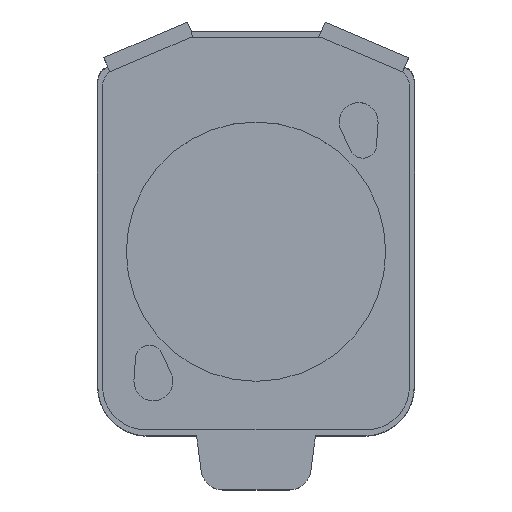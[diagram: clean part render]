
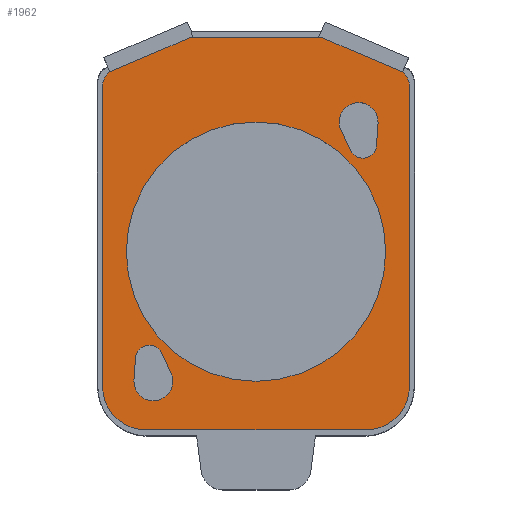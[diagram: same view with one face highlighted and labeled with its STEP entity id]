
A CAD part, top view. The second image highlights one B-rep face of the part: STEP entity #1962.
In plain terms, the highlighted planar face has unit normal (0, 0, 1).
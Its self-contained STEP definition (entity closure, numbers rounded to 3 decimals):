
#457=CARTESIAN_POINT('',(0.,0.,1.));
#458=DIRECTION('',(0.,0.,-1.));
#459=DIRECTION('',(1.,0.,0.));
#460=AXIS2_PLACEMENT_3D('',#457,#458,#459);
#462=CARTESIAN_POINT('',(0.,0.,1.));
#463=DIRECTION('',(0.,0.,-1.));
#464=DIRECTION('',(-1.,0.,0.));
#465=AXIS2_PLACEMENT_3D('',#462,#463,#464);
#467=DIRECTION('',(-0.434,0.901,0.));
#468=VECTOR('',#467,2.066);
#469=CARTESIAN_POINT('',(-7.878,-11.22,1.));
#470=LINE('',#469,#468);
#471=CARTESIAN_POINT('',(-9.9,-9.9,1.));
#472=DIRECTION('',(0.,0.,1.));
#473=DIRECTION('',(0.901,0.434,0.));
#474=AXIS2_PLACEMENT_3D('',#471,#472,#473);
#476=DIRECTION('',(-0.072,-0.997,0.));
#477=VECTOR('',#476,2.066);
#478=CARTESIAN_POINT('',(-11.147,-9.81,1.));
#479=LINE('',#478,#477);
#480=DIRECTION('',(0.434,-0.901,0.));
#481=VECTOR('',#480,2.066);
#482=CARTESIAN_POINT('',(7.878,11.22,1.));
#483=LINE('',#482,#481);
#484=CARTESIAN_POINT('',(9.9,9.9,1.));
#485=DIRECTION('',(0.,0.,1.));
#486=DIRECTION('',(-0.901,-0.434,0.));
#487=AXIS2_PLACEMENT_3D('',#484,#485,#486);
#489=DIRECTION('',(0.072,0.997,0.));
#490=VECTOR('',#489,2.066);
#491=CARTESIAN_POINT('',(11.147,9.81,1.));
#492=LINE('',#491,#490);
#493=CARTESIAN_POINT('',(12.7,15.369,1.));
#494=DIRECTION('',(0.,0.,1.));
#495=DIRECTION('',(1.,0.,0.));
#496=AXIS2_PLACEMENT_3D('',#493,#494,#495);
#498=DIRECTION('',(0.,1.,0.));
#499=VECTOR('',#498,27.869);
#500=CARTESIAN_POINT('',(14.2,-12.5,1.));
#501=LINE('',#500,#499);
#502=CARTESIAN_POINT('',(10.2,-12.5,1.));
#503=DIRECTION('',(0.,0.,1.));
#504=DIRECTION('',(0.,-1.,0.));
#505=AXIS2_PLACEMENT_3D('',#502,#503,#504);
#507=DIRECTION('',(1.,0.,0.));
#508=VECTOR('',#507,20.4);
#509=CARTESIAN_POINT('',(-10.2,-16.5,1.));
#510=LINE('',#509,#508);
#511=CARTESIAN_POINT('',(-10.2,-12.5,1.));
#512=DIRECTION('',(0.,0.,1.));
#513=DIRECTION('',(-1.,0.,0.));
#514=AXIS2_PLACEMENT_3D('',#511,#512,#513);
#516=DIRECTION('',(0.,-1.,0.));
#517=VECTOR('',#516,27.869);
#518=CARTESIAN_POINT('',(-14.2,15.369,1.));
#519=LINE('',#518,#517);
#520=CARTESIAN_POINT('',(-12.7,15.369,1.));
#521=DIRECTION('',(0.,0.,1.));
#522=DIRECTION('',(-0.393,0.92,0.));
#523=AXIS2_PLACEMENT_3D('',#520,#521,#522);
#525=DIRECTION('',(-0.92,-0.393,0.));
#526=VECTOR('',#525,7.925);
#527=CARTESIAN_POINT('',(-6.,19.86,1.));
#528=LINE('',#527,#526);
#529=DIRECTION('',(-1.,0.,0.));
#530=VECTOR('',#529,12.);
#531=CARTESIAN_POINT('',(6.,19.86,1.));
#532=LINE('',#531,#530);
#533=DIRECTION('',(-0.92,0.393,0.));
#534=VECTOR('',#533,7.925);
#535=CARTESIAN_POINT('',(13.289,16.749,1.));
#536=LINE('',#535,#534);
#642=CARTESIAN_POINT('',(9.5,12.,1.));
#643=DIRECTION('',(0.,0.,-1.));
#644=DIRECTION('',(-0.901,-0.434,0.));
#645=AXIS2_PLACEMENT_3D('',#642,#643,#644);
#664=CARTESIAN_POINT('',(-9.5,-12.,1.));
#665=DIRECTION('',(0.,0.,-1.));
#666=DIRECTION('',(0.901,0.434,0.));
#667=AXIS2_PLACEMENT_3D('',#664,#665,#666);
#1072=CARTESIAN_POINT('',(12.,0.,1.));
#1073=CARTESIAN_POINT('',(-12.,0.,1.));
#1074=VERTEX_POINT('',#1072);
#1075=VERTEX_POINT('',#1073);
#1076=CARTESIAN_POINT('',(10.2,-16.5,1.));
#1077=CARTESIAN_POINT('',(14.2,-12.5,1.));
#1078=VERTEX_POINT('',#1076);
#1079=VERTEX_POINT('',#1077);
#1080=CARTESIAN_POINT('',(-14.2,-12.5,1.));
#1081=CARTESIAN_POINT('',(-10.2,-16.5,1.));
#1082=VERTEX_POINT('',#1080);
#1083=VERTEX_POINT('',#1081);
#1084=CARTESIAN_POINT('',(14.2,15.369,1.));
#1085=CARTESIAN_POINT('',(13.289,16.749,1.));
#1086=VERTEX_POINT('',#1084);
#1087=VERTEX_POINT('',#1085);
#1088=CARTESIAN_POINT('',(-13.289,16.749,1.));
#1089=CARTESIAN_POINT('',(-14.2,15.369,1.));
#1090=VERTEX_POINT('',#1088);
#1091=VERTEX_POINT('',#1089);
#1092=CARTESIAN_POINT('',(6.,19.86,1.));
#1093=VERTEX_POINT('',#1092);
#1094=CARTESIAN_POINT('',(-6.,19.86,1.));
#1095=VERTEX_POINT('',#1094);
#1214=CARTESIAN_POINT('',(8.774,9.358,1.));
#1215=CARTESIAN_POINT('',(11.147,9.81,1.));
#1216=VERTEX_POINT('',#1214);
#1217=VERTEX_POINT('',#1215);
#1218=CARTESIAN_POINT('',(11.295,11.871,1.));
#1219=VERTEX_POINT('',#1218);
#1220=CARTESIAN_POINT('',(7.878,11.22,1.));
#1221=VERTEX_POINT('',#1220);
#1222=CARTESIAN_POINT('',(-11.147,-9.81,1.));
#1223=CARTESIAN_POINT('',(-11.295,-11.871,1.));
#1224=VERTEX_POINT('',#1222);
#1225=VERTEX_POINT('',#1223);
#1226=CARTESIAN_POINT('',(-7.878,-11.22,1.));
#1227=CARTESIAN_POINT('',(-8.774,-9.358,1.));
#1228=VERTEX_POINT('',#1226);
#1229=VERTEX_POINT('',#1227);
#1914=CARTESIAN_POINT('',(0.,0.,1.));
#1915=DIRECTION('',(0.,0.,1.));
#1916=DIRECTION('',(1.,0.,0.));
#1917=AXIS2_PLACEMENT_3D('',#1914,#1915,#1916);
#1918=PLANE('',#1917);
#1919=ORIENTED_EDGE('',*,*,#1541,.F.);
#1921=ORIENTED_EDGE('',*,*,#1920,.F.);
#1923=ORIENTED_EDGE('',*,*,#1922,.F.);
#1925=ORIENTED_EDGE('',*,*,#1924,.F.);
#1927=ORIENTED_EDGE('',*,*,#1926,.F.);
#1929=ORIENTED_EDGE('',*,*,#1928,.F.);
#1930=ORIENTED_EDGE('',*,*,#1875,.F.);
#1931=ORIENTED_EDGE('',*,*,#1895,.F.);
#1932=ORIENTED_EDGE('',*,*,#1448,.F.);
#1933=ORIENTED_EDGE('',*,*,#1505,.F.);
#1934=EDGE_LOOP('',(#1919,#1921,#1923,#1925,#1927,#1929,#1930,#1931,#1932,
#1933));
#1935=FACE_OUTER_BOUND('',#1934,.F.);
#1937=ORIENTED_EDGE('',*,*,#1936,.F.);
#1939=ORIENTED_EDGE('',*,*,#1938,.F.);
#1940=EDGE_LOOP('',(#1937,#1939));
#1941=FACE_BOUND('',#1940,.F.);
#1943=ORIENTED_EDGE('',*,*,#1942,.F.);
#1945=ORIENTED_EDGE('',*,*,#1944,.T.);
#1947=ORIENTED_EDGE('',*,*,#1946,.T.);
#1949=ORIENTED_EDGE('',*,*,#1948,.T.);
#1950=EDGE_LOOP('',(#1943,#1945,#1947,#1949));
#1951=FACE_BOUND('',#1950,.F.);
#1953=ORIENTED_EDGE('',*,*,#1952,.F.);
#1955=ORIENTED_EDGE('',*,*,#1954,.T.);
#1957=ORIENTED_EDGE('',*,*,#1956,.T.);
#1959=ORIENTED_EDGE('',*,*,#1958,.T.);
#1960=EDGE_LOOP('',(#1953,#1955,#1957,#1959));
#1961=FACE_BOUND('',#1960,.F.);
#1962=ADVANCED_FACE('',(#1935,#1941,#1951,#1961),#1918,.T.);
#461=CIRCLE('',#460,12.);
#466=CIRCLE('',#465,12.);
#475=CIRCLE('',#474,1.25);
#488=CIRCLE('',#487,1.25);
#497=CIRCLE('',#496,1.5);
#506=CIRCLE('',#505,4.);
#515=CIRCLE('',#514,4.);
#524=CIRCLE('',#523,1.5);
#646=CIRCLE('',#645,1.8);
#668=CIRCLE('',#667,1.8);
#1448=EDGE_CURVE('',#1093,#1095,#532,.T.);
#1505=EDGE_CURVE('',#1087,#1093,#536,.T.);
#1541=EDGE_CURVE('',#1086,#1087,#497,.T.);
#1875=EDGE_CURVE('',#1090,#1091,#524,.T.);
#1895=EDGE_CURVE('',#1095,#1090,#528,.T.);
#1920=EDGE_CURVE('',#1079,#1086,#501,.T.);
#1922=EDGE_CURVE('',#1078,#1079,#506,.T.);
#1924=EDGE_CURVE('',#1083,#1078,#510,.T.);
#1926=EDGE_CURVE('',#1082,#1083,#515,.T.);
#1928=EDGE_CURVE('',#1091,#1082,#519,.T.);
#1936=EDGE_CURVE('',#1074,#1075,#461,.T.);
#1938=EDGE_CURVE('',#1075,#1074,#466,.T.);
#1942=EDGE_CURVE('',#1228,#1225,#668,.T.);
#1944=EDGE_CURVE('',#1228,#1229,#470,.T.);
#1946=EDGE_CURVE('',#1229,#1224,#475,.T.);
#1948=EDGE_CURVE('',#1224,#1225,#479,.T.);
#1952=EDGE_CURVE('',#1221,#1219,#646,.T.);
#1954=EDGE_CURVE('',#1221,#1216,#483,.T.);
#1956=EDGE_CURVE('',#1216,#1217,#488,.T.);
#1958=EDGE_CURVE('',#1217,#1219,#492,.T.);
